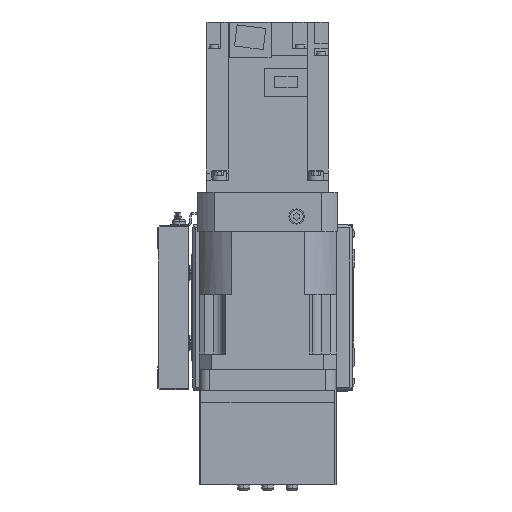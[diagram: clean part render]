
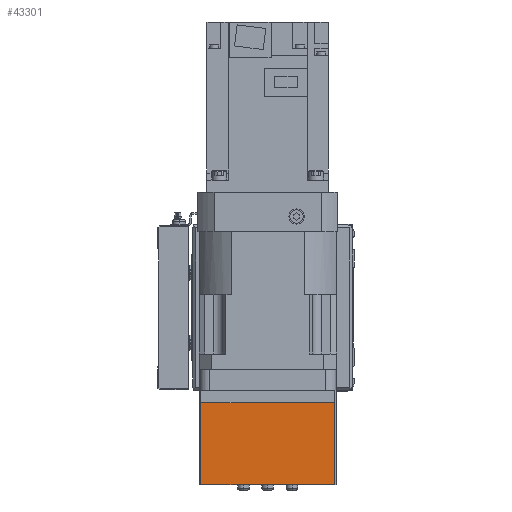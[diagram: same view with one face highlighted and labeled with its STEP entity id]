
A CAD part, left-side view. The second image highlights one B-rep face of the part: STEP entity #43301.
In plain terms, the highlighted planar face has unit normal (-1, 0, 0).
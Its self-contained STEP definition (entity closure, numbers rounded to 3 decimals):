
#1381 = PLANE ( 'NONE',  #23688 ) ;
#3201 = DIRECTION ( 'NONE',  ( 0., -1., 0. ) ) ;
#5379 = VERTEX_POINT ( 'NONE', #47355 ) ;
#6343 = VECTOR ( 'NONE', #3201, 1000. ) ;
#8127 = LINE ( 'NONE', #34171, #43960 ) ;
#10595 = LINE ( 'NONE', #17447, #10808 ) ;
#10808 = VECTOR ( 'NONE', #17712, 1000. ) ;
#12071 = CARTESIAN_POINT ( 'NONE',  ( -99.5, 100.1, -116.5 ) ) ;
#12825 = LINE ( 'NONE', #28977, #42621 ) ;
#12827 = DIRECTION ( 'NONE',  ( -1., 0., 0. ) ) ;
#13826 = ORIENTED_EDGE ( 'NONE', *, *, #21700, .F. ) ;
#14517 = VERTEX_POINT ( 'NONE', #14778 ) ;
#14778 = CARTESIAN_POINT ( 'NONE',  ( -99.5, 100.1, -62.5 ) ) ;
#17447 = CARTESIAN_POINT ( 'NONE',  ( -99.5, 100.1, -116.5 ) ) ;
#17712 = DIRECTION ( 'NONE',  ( 0., -1., 0. ) ) ;
#21700 = EDGE_CURVE ( 'NONE', #34801, #14517, #8127, .T. ) ;
#21944 = EDGE_CURVE ( 'NONE', #34801, #5379, #10595, .T. ) ;
#22790 = EDGE_LOOP ( 'NONE', ( #29962, #47855, #13826, #30432 ) ) ;
#23688 = AXIS2_PLACEMENT_3D ( 'NONE', #12071, #12827, #47250 ) ;
#27263 = CARTESIAN_POINT ( 'NONE',  ( -99.5, 100.1, -62.5 ) ) ;
#28977 = CARTESIAN_POINT ( 'NONE',  ( -99.5, 12.1, -116.5 ) ) ;
#29219 = DIRECTION ( 'NONE',  ( 0., 0., 1. ) ) ;
#29567 = EDGE_CURVE ( 'NONE', #5379, #32285, #12825, .T. ) ;
#29962 = ORIENTED_EDGE ( 'NONE', *, *, #29567, .T. ) ;
#30432 = ORIENTED_EDGE ( 'NONE', *, *, #21944, .T. ) ;
#31289 = EDGE_CURVE ( 'NONE', #14517, #32285, #41684, .T. ) ;
#32285 = VERTEX_POINT ( 'NONE', #35221 ) ;
#34171 = CARTESIAN_POINT ( 'NONE',  ( -99.5, 100.1, -116.5 ) ) ;
#34801 = VERTEX_POINT ( 'NONE', #34863 ) ;
#34863 = CARTESIAN_POINT ( 'NONE',  ( -99.5, 100.1, -116.5 ) ) ;
#35187 = DIRECTION ( 'NONE',  ( 0., 0., 1. ) ) ;
#35221 = CARTESIAN_POINT ( 'NONE',  ( -99.5, 12.1, -62.5 ) ) ;
#35578 = FACE_OUTER_BOUND ( 'NONE', #22790, .T. ) ;
#41684 = LINE ( 'NONE', #27263, #6343 ) ;
#42621 = VECTOR ( 'NONE', #29219, 1000. ) ;
#43301 = ADVANCED_FACE ( 'NONE', ( #35578 ), #1381, .T. ) ;
#43960 = VECTOR ( 'NONE', #35187, 1000. ) ;
#47250 = DIRECTION ( 'NONE',  ( 0., 0., 1. ) ) ;
#47355 = CARTESIAN_POINT ( 'NONE',  ( -99.5, 12.1, -116.5 ) ) ;
#47855 = ORIENTED_EDGE ( 'NONE', *, *, #31289, .F. ) ;
